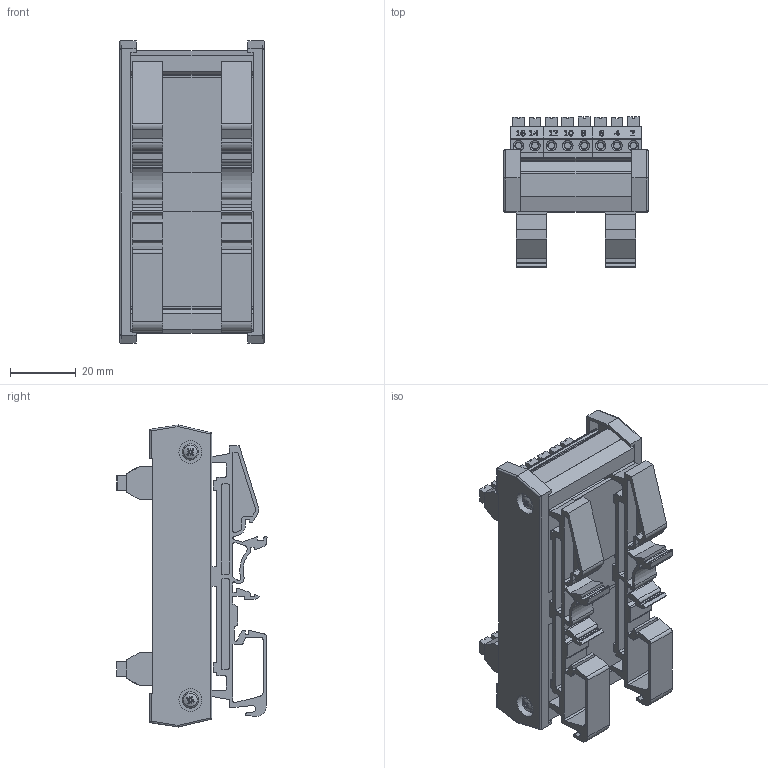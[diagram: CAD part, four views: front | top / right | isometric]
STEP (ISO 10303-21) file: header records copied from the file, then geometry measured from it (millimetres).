
FILE_DESCRIPTION((''),'2;1');
FILE_NAME('8836.2_S.stp','2014-01-14T10:42:09',('roland'),(''),'Autodesk Inventor 2013','Autodesk Inventor 2013','');
FILE_SCHEMA(('CONFIG_CONTROL_DESIGN'));
Length unit declared in the file: millimetre
Products named in the file (10): 8836; 8 plate; 8diodes; BASE SIDE; BASE LEGS; BS EN ISO 7045 Z - Metric M2.5 x 10 - 4.8 - Z; 8 lable1; 8 lable2; 3 Green spring; 2 Green spring
Assembly tree (18 placements, depth 2):
  8836
    8 plate
    8diodes
    BASE SIDE  x2
    BASE LEGS  x2
    BS EN ISO 7045 Z - Metric M2.5 x 10 - 4.8 - Z  x4
    8 lable1
    8 lable2
    3 Green spring  x4
    2 Green spring  x2
Bounding box: 44 x 45.69 x 91.98 mm (x, y, z)
Volume: 35148.8 mm3; surface area: 48691.6 mm2
Topology: 18 solids, 18 shells, 1640 faces, 4375 edges, 2894 vertices
Faces by surface type: plane 1016, cylinder 337, bspline 183, cone 64, torus 36, sphere 4
Full cylindrical faces by diameter (mm): 1 x48, 1.3 x16, 2 x32, 2.256 x4, 2.5 x4, 3.2 x20, 7 x4, 9 x4
Entity records: 34126 total; most frequent: CARTESIAN_POINT 8408, ORIENTED_EDGE 5480, DIRECTION 4553, EDGE_CURVE 2740, VERTEX_POINT 1883, VECTOR 1865, LINE 1865, AXIS2_PLACEMENT_3D 1344
